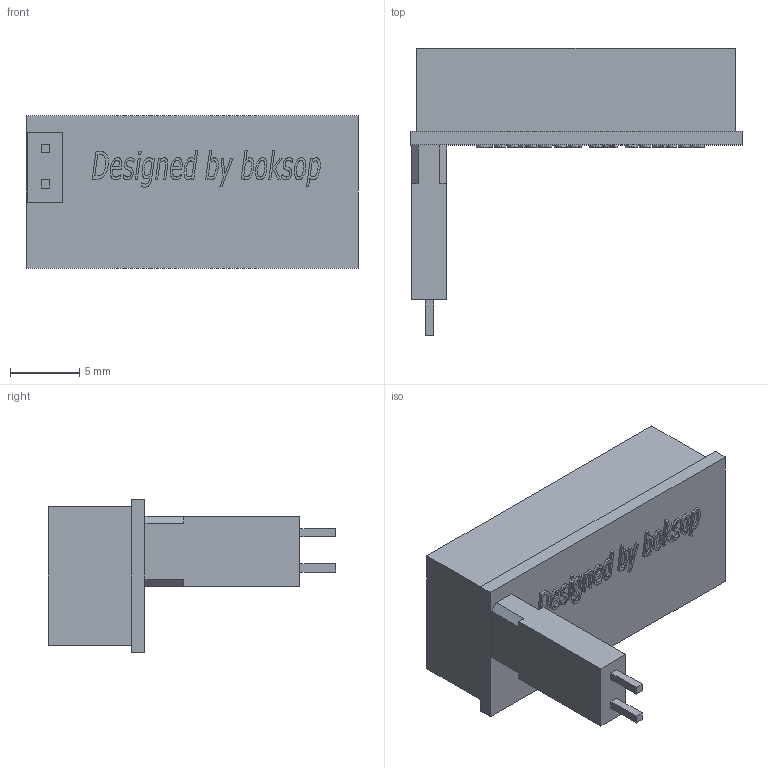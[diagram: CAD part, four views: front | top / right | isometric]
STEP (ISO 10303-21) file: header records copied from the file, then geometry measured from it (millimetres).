
FILE_DESCRIPTION (( 'STEP AP214' ), '1' );
FILE_NAME ('voltage.STEP', '2018-03-16T11:00:26', ( 'Microsoft' ), ( 'Microsoft' ), 'SwSTEP 2.0', 'SolidWorks 2017', '' );
FILE_SCHEMA (( 'AUTOMOTIVE_DESIGN' ));
Length unit declared in the file: millimetre
Products named in the file (1): voltage
Bounding box: 24 x 20.8 x 11 mm (x, y, z)
Volume: 1790.9 mm3; surface area: 1658.8 mm2
Topology: 2 solids, 2 shells, 304 faces, 810 edges, 540 vertices
Faces by surface type: bspline 153, plane 151
Entity records: 15309 total; most frequent: CARTESIAN_POINT 8408, ORIENTED_EDGE 1620, EDGE_CURVE 810, DIRECTION 808, VERTEX_POINT 540, LINE 504, VECTOR 504, EDGE_LOOP 334
